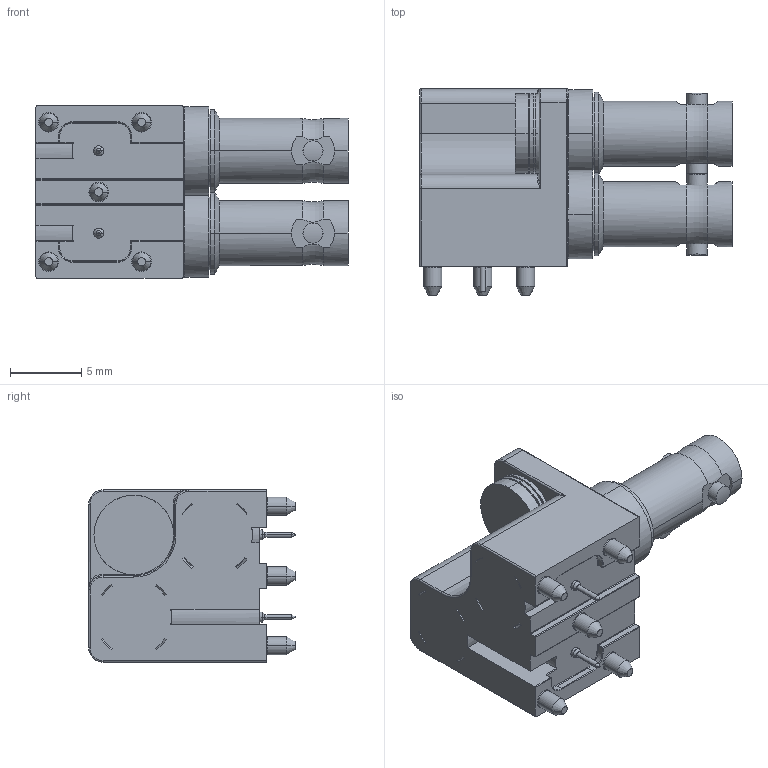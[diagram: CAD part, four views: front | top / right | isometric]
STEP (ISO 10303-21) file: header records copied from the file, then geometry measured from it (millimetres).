
FILE_DESCRIPTION((''),'2;1');
FILE_NAME('34-1135-12G_SW0001','2020-05-04T',('Vijayaragavan'),(''),'CREO PARAMETRIC BY PTC INC, 2018360','CREO PARAMETRIC BY PTC INC, 2018360','');
FILE_SCHEMA(('CONFIG_CONTROL_DESIGN'));
Length unit declared in the file: millimetre
Products named in the file (1): 34-1135-12G_SW0001
Bounding box: 21.83 x 14.45 x 12.05 mm (x, y, z)
Volume: 1605.7 mm3; surface area: 1424.1 mm2
Topology: 1 solids, 1 shells, 347 faces, 809 edges, 498 vertices
Faces by surface type: cylinder 151, plane 92, cone 54, torus 39, bspline 7, sphere 4
Entity records: 10625 total; most frequent: CARTESIAN_POINT 2513, DIRECTION 1810, ORIENTED_EDGE 1610, EDGE_CURVE 805, AXIS2_PLACEMENT_3D 729, VERTEX_POINT 498, CIRCLE 389, EDGE_LOOP 385
